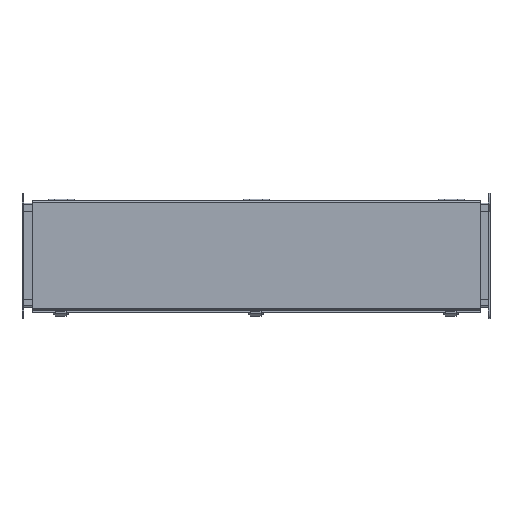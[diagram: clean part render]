
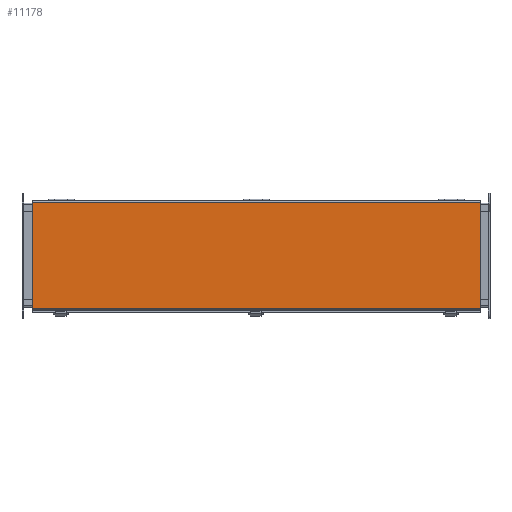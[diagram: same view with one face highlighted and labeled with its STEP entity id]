
A CAD part, top view. The second image highlights one B-rep face of the part: STEP entity #11178.
In plain terms, the highlighted planar face has unit normal (0, 0, 1).
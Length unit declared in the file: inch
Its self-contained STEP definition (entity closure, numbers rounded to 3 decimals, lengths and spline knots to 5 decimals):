
#587 = LINE ( 'NONE', #11496, #8146 ) ;
#1483 = DIRECTION ( 'NONE',  ( 1., 0., 0. ) ) ;
#2630 = LINE ( 'NONE', #7955, #2994 ) ;
#2994 = VECTOR ( 'NONE', #1483, 39.37008 ) ;
#3478 = DIRECTION ( 'NONE',  ( -1., 0., 0. ) ) ;
#4122 = DIRECTION ( 'NONE',  ( 0., -1., 0. ) ) ;
#4207 = CARTESIAN_POINT ( 'NONE',  ( -17.218, -4.1885, 8.172 ) ) ;
#5247 = ORIENTED_EDGE ( 'NONE', *, *, #14239, .T. ) ;
#5435 = AXIS2_PLACEMENT_3D ( 'NONE', #13088, #12907, #13165 ) ;
#5581 = VERTEX_POINT ( 'NONE', #8284 ) ;
#5730 = EDGE_CURVE ( 'NONE', #5581, #6671, #587, .T. ) ;
#5885 = VERTEX_POINT ( 'NONE', #12019 ) ;
#6647 = ORIENTED_EDGE ( 'NONE', *, *, #10481, .T. ) ;
#6671 = VERTEX_POINT ( 'NONE', #13037 ) ;
#6850 = CARTESIAN_POINT ( 'NONE',  ( 17.25, -4.1885, 8.172 ) ) ;
#6934 = LINE ( 'NONE', #6850, #7932 ) ;
#7734 = ORIENTED_EDGE ( 'NONE', *, *, #13009, .T. ) ;
#7760 = PLANE ( 'NONE',  #5435 ) ;
#7932 = VECTOR ( 'NONE', #9394, 39.37008 ) ;
#7955 = CARTESIAN_POINT ( 'NONE',  ( -17.218, -4.0805, 8.172 ) ) ;
#8146 = VECTOR ( 'NONE', #3478, 39.37008 ) ;
#8284 = CARTESIAN_POINT ( 'NONE',  ( 17.25, 4.0785, 8.172 ) ) ;
#9394 = DIRECTION ( 'NONE',  ( 0., 1., 0. ) ) ;
#9757 = CARTESIAN_POINT ( 'NONE',  ( 17.25, -4.0805, 8.172 ) ) ;
#9857 = EDGE_LOOP ( 'NONE', ( #5247, #7734, #6647, #14095 ) ) ;
#10108 = VERTEX_POINT ( 'NONE', #9757 ) ;
#10481 = EDGE_CURVE ( 'NONE', #10108, #5581, #6934, .T. ) ;
#10967 = VECTOR ( 'NONE', #4122, 39.37008 ) ;
#11178 = ADVANCED_FACE ( 'NONE', ( #14234 ), #7760, .T. ) ;
#11496 = CARTESIAN_POINT ( 'NONE',  ( -17.218, 4.0785, 8.172 ) ) ;
#12019 = CARTESIAN_POINT ( 'NONE',  ( -17.218, -4.0805, 8.172 ) ) ;
#12907 = DIRECTION ( 'NONE',  ( 0., 0., 1. ) ) ;
#13009 = EDGE_CURVE ( 'NONE', #5885, #10108, #2630, .T. ) ;
#13037 = CARTESIAN_POINT ( 'NONE',  ( -17.218, 4.0785, 8.172 ) ) ;
#13088 = CARTESIAN_POINT ( 'NONE',  ( -17.218, -4.1885, 8.172 ) ) ;
#13165 = DIRECTION ( 'NONE',  ( 1., 0., 0. ) ) ;
#13189 = LINE ( 'NONE', #4207, #10967 ) ;
#14095 = ORIENTED_EDGE ( 'NONE', *, *, #5730, .T. ) ;
#14234 = FACE_OUTER_BOUND ( 'NONE', #9857, .T. ) ;
#14239 = EDGE_CURVE ( 'NONE', #6671, #5885, #13189, .T. ) ;
